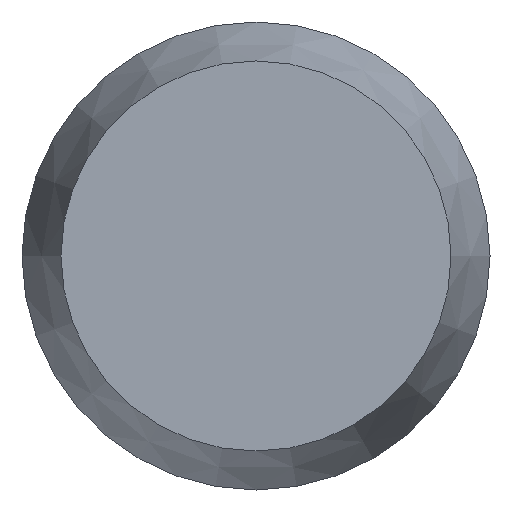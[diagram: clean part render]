
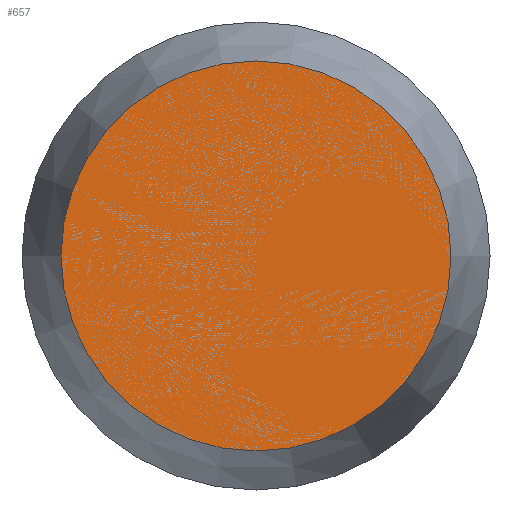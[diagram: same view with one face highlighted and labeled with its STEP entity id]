
A CAD part, front view. The second image highlights one B-rep face of the part: STEP entity #657.
In plain terms, the highlighted planar face has unit normal (0, -1, 0).
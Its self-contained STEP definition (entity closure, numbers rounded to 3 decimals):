
#590 = CYLINDRICAL_SURFACE('',#591,2.5);
#591 = AXIS2_PLACEMENT_3D('',#592,#593,#594);
#592 = CARTESIAN_POINT('',(0.,19.,0.));
#593 = DIRECTION('',(-0.,-1.,-0.));
#594 = DIRECTION('',(1.,-0.,0.));
#608 = VERTEX_POINT('',#609);
#609 = CARTESIAN_POINT('',(2.5,0.,0.));
#630 = EDGE_CURVE('',#608,#608,#631,.T.);
#631 = SURFACE_CURVE('',#632,(#637,#644),.PCURVE_S1.);
#632 = CIRCLE('',#633,2.5);
#633 = AXIS2_PLACEMENT_3D('',#634,#635,#636);
#634 = CARTESIAN_POINT('',(0.,0.,0.));
#635 = DIRECTION('',(-0.,1.,0.));
#636 = DIRECTION('',(1.,0.,0.));
#637 = PCURVE('',#590,#638);
#638 = DEFINITIONAL_REPRESENTATION('',(#639),#643);
#639 = LINE('',#640,#641);
#640 = CARTESIAN_POINT('',(-0.,19.));
#641 = VECTOR('',#642,1.);
#642 = DIRECTION('',(-1.,0.));
#643 = ( GEOMETRIC_REPRESENTATION_CONTEXT(2) 
PARAMETRIC_REPRESENTATION_CONTEXT() REPRESENTATION_CONTEXT('2D SPACE',''
  ) );
#644 = PCURVE('',#645,#650);
#645 = PLANE('',#646);
#646 = AXIS2_PLACEMENT_3D('',#647,#648,#649);
#647 = CARTESIAN_POINT('',(0.,0.,0.));
#648 = DIRECTION('',(0.,1.,0.));
#649 = DIRECTION('',(1.,0.,0.));
#650 = DEFINITIONAL_REPRESENTATION('',(#651),#655);
#651 = CIRCLE('',#652,2.5);
#652 = AXIS2_PLACEMENT_2D('',#653,#654);
#653 = CARTESIAN_POINT('',(0.,0.));
#654 = DIRECTION('',(1.,0.));
#655 = ( GEOMETRIC_REPRESENTATION_CONTEXT(2) 
PARAMETRIC_REPRESENTATION_CONTEXT() REPRESENTATION_CONTEXT('2D SPACE',''
  ) );
#657 = ADVANCED_FACE('',(#658),#645,.F.);
#658 = FACE_BOUND('',#659,.F.);
#659 = EDGE_LOOP('',(#660));
#660 = ORIENTED_EDGE('',*,*,#630,.T.);
